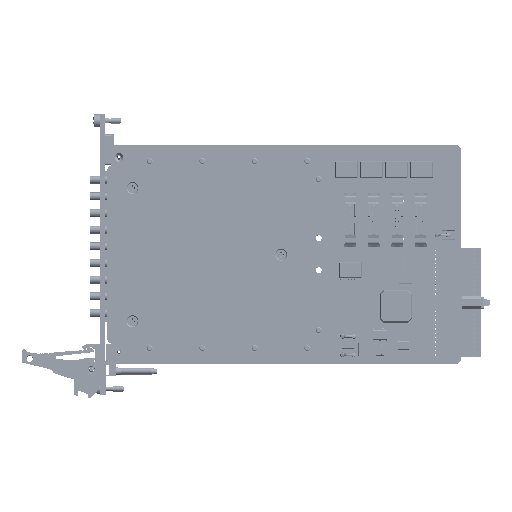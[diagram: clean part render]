
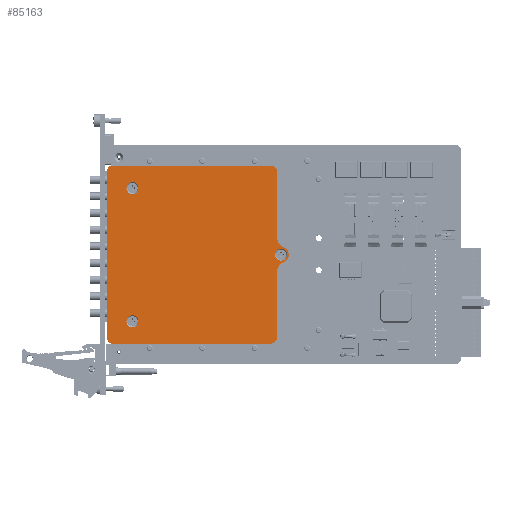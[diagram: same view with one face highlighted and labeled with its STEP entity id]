
A CAD part, top view. The second image highlights one B-rep face of the part: STEP entity #85163.
In plain terms, the highlighted planar face has unit normal (0, 0, 1).
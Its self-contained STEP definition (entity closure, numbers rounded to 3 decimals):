
#10124 = CARTESIAN_POINT ( 'NONE',  ( -12.583, 15.144, 8.123 ) ) ;
#10150 = CARTESIAN_POINT ( 'NONE',  ( -9.442, 4.005, 8.123 ) ) ;
#10153 = CARTESIAN_POINT ( 'NONE',  ( -9.442, 10.503, 8.123 ) ) ;
#10179 = CARTESIAN_POINT ( 'NONE',  ( -88.234, 47.954, 8.123 ) ) ;
#10183 = CARTESIAN_POINT ( 'NONE',  ( -90.234, 45.954, 8.123 ) ) ;
#10187 = CARTESIAN_POINT ( 'NONE',  ( -12.583, 44.954, 8.123 ) ) ;
#10190 = CARTESIAN_POINT ( 'NONE',  ( -15.583, 47.954, 8.123 ) ) ;
#10213 = CARTESIAN_POINT ( 'NONE',  ( -88.234, -33.446, 8.123 ) ) ;
#10216 = CARTESIAN_POINT ( 'NONE',  ( -90.234, -31.446, 8.123 ) ) ;
#10220 = CARTESIAN_POINT ( 'NONE',  ( -12.583, -30.446, 8.123 ) ) ;
#10228 = CARTESIAN_POINT ( 'NONE',  ( -12.583, -0.636, 8.123 ) ) ;
#10231 = CARTESIAN_POINT ( 'NONE',  ( -15.583, -33.446, 8.123 ) ) ;
#23583 = CARTESIAN_POINT ( 'NONE',  ( -90.234, 45.954, 8.123 ) ) ;
#23587 = DIRECTION ( 'NONE',  ( 0., -1., 0. ) ) ;
#23597 = CARTESIAN_POINT ( 'NONE',  ( -7.583, -0.636, 8.123 ) ) ;
#23599 = DIRECTION ( 'NONE',  ( 0., 0., 1. ) ) ;
#23601 = DIRECTION ( 'NONE',  ( 1., 0., 0. ) ) ;
#23608 = CARTESIAN_POINT ( 'NONE',  ( -78.739, -23.228, 8.123 ) ) ;
#23610 = DIRECTION ( 'NONE',  ( 0., 0., 1. ) ) ;
#23612 = DIRECTION ( 'NONE',  ( 1., 0., 0. ) ) ;
#23623 = CARTESIAN_POINT ( 'NONE',  ( -78.739, 37.692, 8.123 ) ) ;
#23624 = DIRECTION ( 'NONE',  ( 0., 0., 1. ) ) ;
#23626 = DIRECTION ( 'NONE',  ( 1., 0., 0. ) ) ;
#23634 = CARTESIAN_POINT ( 'NONE',  ( -88.234, -33.446, 8.123 ) ) ;
#23641 = CARTESIAN_POINT ( 'NONE',  ( -10.744, 7.254, 8.123 ) ) ;
#23643 = DIRECTION ( 'NONE',  ( 0., 0., 1. ) ) ;
#23645 = DIRECTION ( 'NONE',  ( 1., 0., 0. ) ) ;
#23659 = DIRECTION ( 'NONE',  ( 1., 0., 0. ) ) ;
#23714 = DIRECTION ( 'NONE',  ( 0., -1., 0. ) ) ;
#23721 = CARTESIAN_POINT ( 'NONE',  ( -12.583, -0.636, 8.123 ) ) ;
#23761 = CARTESIAN_POINT ( 'NONE',  ( -15.583, -30.446, 8.123 ) ) ;
#23763 = DIRECTION ( 'NONE',  ( 0., 0., 1. ) ) ;
#23765 = DIRECTION ( 'NONE',  ( -1., 0., 0. ) ) ;
#23781 = CARTESIAN_POINT ( 'NONE',  ( -88.234, -31.446, 8.123 ) ) ;
#23783 = DIRECTION ( 'NONE',  ( 0., 0., 1. ) ) ;
#23785 = DIRECTION ( 'NONE',  ( 1., 0., 0. ) ) ;
#23806 = CARTESIAN_POINT ( 'NONE',  ( -88.234, 45.954, 8.123 ) ) ;
#23808 = DIRECTION ( 'NONE',  ( 0., 0., 1. ) ) ;
#23809 = DIRECTION ( 'NONE',  ( -1., 0., 0. ) ) ;
#23832 = CARTESIAN_POINT ( 'NONE',  ( 2.466, 47.954, 8.123 ) ) ;
#23842 = DIRECTION ( 'NONE',  ( -1., 0., 0. ) ) ;
#23855 = CARTESIAN_POINT ( 'NONE',  ( -15.583, 44.954, 8.123 ) ) ;
#23856 = DIRECTION ( 'NONE',  ( 0., 0., 1. ) ) ;
#23858 = DIRECTION ( 'NONE',  ( -1., 0., 0. ) ) ;
#23861 = CARTESIAN_POINT ( 'NONE',  ( -12.583, 47.954, 8.123 ) ) ;
#23864 = DIRECTION ( 'NONE',  ( 0., -1., 0. ) ) ;
#23925 = CARTESIAN_POINT ( 'NONE',  ( -7.583, 15.144, 8.123 ) ) ;
#23927 = DIRECTION ( 'NONE',  ( 0., 0., 1. ) ) ;
#23929 = DIRECTION ( 'NONE',  ( -1., 0., 0. ) ) ;
#23945 = CARTESIAN_POINT ( 'NONE',  ( -10.744, 7.254, 8.123 ) ) ;
#23946 = DIRECTION ( 'NONE',  ( 0., 0., -1. ) ) ;
#23948 = DIRECTION ( 'NONE',  ( 1., 0., 0. ) ) ;
#37377 = VERTEX_POINT ( 'NONE', #95851 ) ;
#37379 = VERTEX_POINT ( 'NONE', #95857 ) ;
#37382 = VERTEX_POINT ( 'NONE', #95863 ) ;
#40876 = AXIS2_PLACEMENT_3D ( 'NONE', #23597, #23599, #23601 ) ;
#40880 = AXIS2_PLACEMENT_3D ( 'NONE', #23608, #23610, #23612 ) ;
#40887 = AXIS2_PLACEMENT_3D ( 'NONE', #23623, #23624, #23626 ) ;
#40903 = AXIS2_PLACEMENT_3D ( 'NONE', #23641, #23643, #23645 ) ;
#40946 = AXIS2_PLACEMENT_3D ( 'NONE', #23761, #23763, #23765 ) ;
#40955 = AXIS2_PLACEMENT_3D ( 'NONE', #23781, #23783, #23785 ) ;
#40965 = AXIS2_PLACEMENT_3D ( 'NONE', #23806, #23808, #23809 ) ;
#40980 = AXIS2_PLACEMENT_3D ( 'NONE', #23855, #23856, #23858 ) ;
#40999 = AXIS2_PLACEMENT_3D ( 'NONE', #23925, #23927, #23929 ) ;
#41004 = AXIS2_PLACEMENT_3D ( 'NONE', #23945, #23946, #23948 ) ;
#44032 = FACE_OUTER_BOUND ( 'NONE', #60437, .T. ) ;
#44034 = FACE_BOUND ( 'NONE', #62378, .T. ) ;
#44036 = FACE_BOUND ( 'NONE', #61478, .T. ) ;
#44039 = FACE_BOUND ( 'NONE', #241371, .T. ) ;
#44152 = AXIS2_PLACEMENT_3D ( 'NONE', #47081, #47084, #47087 ) ;
#47053 = PLANE ( 'NONE',  #44152 ) ;
#47081 = CARTESIAN_POINT ( 'NONE',  ( -88.234, 45.954, 8.123 ) ) ;
#47084 = DIRECTION ( 'NONE',  ( 0., 0., -1. ) ) ;
#47087 = DIRECTION ( 'NONE',  ( -1., 0., 0. ) ) ;
#60437 = EDGE_LOOP ( 'NONE', ( #219478, #219479, #219480, #219481, #219482, #219483, #219484, #219485, #219486, #219487, #219488, #219489 ) ) ;
#61478 = EDGE_LOOP ( 'NONE', ( #219476 ) ) ;
#62378 = EDGE_LOOP ( 'NONE', ( #219475 ) ) ;
#85163 = ADVANCED_FACE ( 'NONE', ( #44034, #44036, #44039, #44032 ), #47053, .F. ) ;
#95823 = EDGE_CURVE ( 'NONE', #214760, #214796, #120073, .T. ) ;
#95830 = EDGE_CURVE ( 'NONE', #214724, #214808, #120087, .T. ) ;
#95836 = EDGE_CURVE ( 'NONE', #37377, #37377, #120098, .T. ) ;
#95844 = EDGE_CURVE ( 'NONE', #37379, #37379, #120117, .T. ) ;
#95851 = CARTESIAN_POINT ( 'NONE',  ( -75.989, -23.228, 8.123 ) ) ;
#95856 = EDGE_CURVE ( 'NONE', #37382, #37382, #120129, .T. ) ;
#95857 = CARTESIAN_POINT ( 'NONE',  ( -75.989, 37.692, 8.123 ) ) ;
#95863 = CARTESIAN_POINT ( 'NONE',  ( -7.994, 7.254, 8.123 ) ) ;
#95865 = EDGE_CURVE ( 'NONE', #214792, #214812, #120104, .T. ) ;
#95914 = EDGE_CURVE ( 'NONE', #214808, #214800, #120213, .T. ) ;
#95923 = EDGE_CURVE ( 'NONE', #214812, #214800, #120231, .T. ) ;
#95939 = EDGE_CURVE ( 'NONE', #214796, #214792, #120199, .T. ) ;
#95956 = EDGE_CURVE ( 'NONE', #214756, #214760, #120280, .T. ) ;
#95980 = EDGE_CURVE ( 'NONE', #214768, #214756, #120294, .T. ) ;
#95988 = EDGE_CURVE ( 'NONE', #214764, #214768, #120337, .T. ) ;
#96005 = EDGE_CURVE ( 'NONE', #214764, #214696, #120363, .T. ) ;
#96042 = EDGE_CURVE ( 'NONE', #214696, #214728, #120418, .T. ) ;
#96059 = EDGE_CURVE ( 'NONE', #214728, #214724, #120439, .T. ) ;
#120073 = LINE ( 'NONE', #23583, #120084 ) ;
#120084 = VECTOR ( 'NONE', #23587, 1000. ) ;
#120087 = CIRCLE ( 'NONE', #40876, 5. ) ;
#120098 = CIRCLE ( 'NONE', #40880, 2.75 ) ;
#120104 = LINE ( 'NONE', #23634, #120143 ) ;
#120117 = CIRCLE ( 'NONE', #40887, 2.75 ) ;
#120129 = CIRCLE ( 'NONE', #40903, 2.75 ) ;
#120143 = VECTOR ( 'NONE', #23659, 1000. ) ;
#120199 = CIRCLE ( 'NONE', #40955, 2. ) ;
#120213 = LINE ( 'NONE', #23721, #120220 ) ;
#120220 = VECTOR ( 'NONE', #23714, 1000. ) ;
#120231 = CIRCLE ( 'NONE', #40946, 3. ) ;
#120280 = CIRCLE ( 'NONE', #40965, 2. ) ;
#120294 = LINE ( 'NONE', #23832, #120334 ) ;
#120334 = VECTOR ( 'NONE', #23842, 1000. ) ;
#120337 = CIRCLE ( 'NONE', #40980, 3. ) ;
#120363 = LINE ( 'NONE', #23861, #120368 ) ;
#120368 = VECTOR ( 'NONE', #23864, 1000. ) ;
#120418 = CIRCLE ( 'NONE', #40999, 5. ) ;
#120439 = CIRCLE ( 'NONE', #41004, 3.5 ) ;
#214696 = VERTEX_POINT ( 'NONE', #10124 ) ;
#214724 = VERTEX_POINT ( 'NONE', #10150 ) ;
#214728 = VERTEX_POINT ( 'NONE', #10153 ) ;
#214756 = VERTEX_POINT ( 'NONE', #10179 ) ;
#214760 = VERTEX_POINT ( 'NONE', #10183 ) ;
#214764 = VERTEX_POINT ( 'NONE', #10187 ) ;
#214768 = VERTEX_POINT ( 'NONE', #10190 ) ;
#214792 = VERTEX_POINT ( 'NONE', #10213 ) ;
#214796 = VERTEX_POINT ( 'NONE', #10216 ) ;
#214800 = VERTEX_POINT ( 'NONE', #10220 ) ;
#214808 = VERTEX_POINT ( 'NONE', #10228 ) ;
#214812 = VERTEX_POINT ( 'NONE', #10231 ) ;
#219475 = ORIENTED_EDGE ( 'NONE', *, *, #95836, .F. ) ;
#219476 = ORIENTED_EDGE ( 'NONE', *, *, #95844, .F. ) ;
#219477 = ORIENTED_EDGE ( 'NONE', *, *, #95856, .F. ) ;
#219478 = ORIENTED_EDGE ( 'NONE', *, *, #95865, .T. ) ;
#219479 = ORIENTED_EDGE ( 'NONE', *, *, #95923, .T. ) ;
#219480 = ORIENTED_EDGE ( 'NONE', *, *, #95914, .F. ) ;
#219481 = ORIENTED_EDGE ( 'NONE', *, *, #95830, .F. ) ;
#219482 = ORIENTED_EDGE ( 'NONE', *, *, #96059, .F. ) ;
#219483 = ORIENTED_EDGE ( 'NONE', *, *, #96042, .F. ) ;
#219484 = ORIENTED_EDGE ( 'NONE', *, *, #96005, .F. ) ;
#219485 = ORIENTED_EDGE ( 'NONE', *, *, #95988, .T. ) ;
#219486 = ORIENTED_EDGE ( 'NONE', *, *, #95980, .T. ) ;
#219487 = ORIENTED_EDGE ( 'NONE', *, *, #95956, .T. ) ;
#219488 = ORIENTED_EDGE ( 'NONE', *, *, #95823, .T. ) ;
#219489 = ORIENTED_EDGE ( 'NONE', *, *, #95939, .T. ) ;
#241371 = EDGE_LOOP ( 'NONE', ( #219477 ) ) ;
